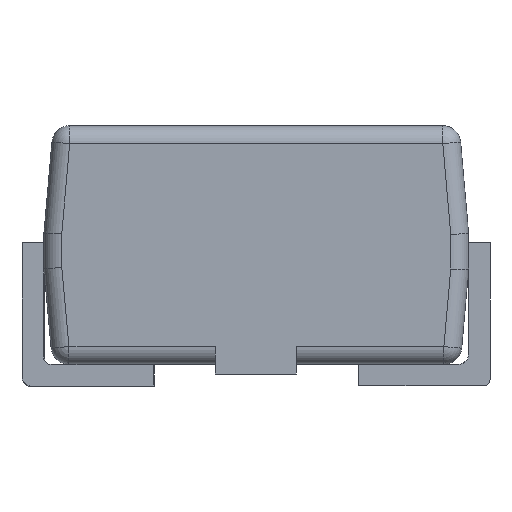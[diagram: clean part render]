
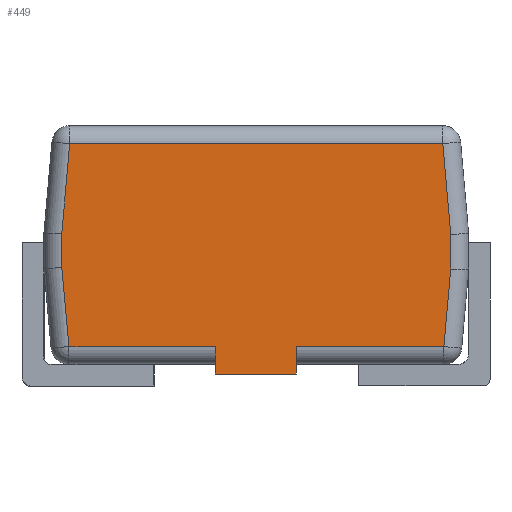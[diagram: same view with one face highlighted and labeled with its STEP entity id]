
A CAD part, front view. The second image highlights one B-rep face of the part: STEP entity #449.
In plain terms, the highlighted face is planar.
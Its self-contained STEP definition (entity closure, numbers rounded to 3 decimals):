
#145 = VERTEX_POINT('',#146);
#146 = CARTESIAN_POINT('',(-1.567,-0.78,3.));
#153 = EDGE_CURVE('',#145,#154,#156,.T.);
#154 = VERTEX_POINT('',#155);
#155 = CARTESIAN_POINT('',(-1.627,-0.117,3.));
#156 = LINE('',#157,#158);
#157 = CARTESIAN_POINT('',(-1.554,-0.917,3.));
#158 = VECTOR('',#159,1.);
#159 = DIRECTION('',(-0.091,0.996,0.));
#236 = EDGE_CURVE('',#154,#237,#239,.T.);
#237 = VERTEX_POINT('',#238);
#238 = CARTESIAN_POINT('',(-1.627,0.17,3.));
#239 = LINE('',#240,#241);
#240 = CARTESIAN_POINT('',(-1.627,-0.13,3.));
#241 = VECTOR('',#242,1.);
#242 = DIRECTION('',(0.,1.,0.));
#449 = ADVANCED_FACE('',(#450),#548,.T.);
#450 = FACE_BOUND('',#451,.T.);
#451 = EDGE_LOOP('',(#452,#462,#470,#478,#486,#494,#502,#510,#518,#526,
    #534,#540,#541,#542));
#452 = ORIENTED_EDGE('',*,*,#453,.F.);
#453 = EDGE_CURVE('',#454,#456,#458,.T.);
#454 = VERTEX_POINT('',#455);
#455 = CARTESIAN_POINT('',(-0.34,-0.93,3.));
#456 = VERTEX_POINT('',#457);
#457 = CARTESIAN_POINT('',(-0.34,-0.78,3.));
#458 = LINE('',#459,#460);
#459 = CARTESIAN_POINT('',(-0.34,-0.93,3.));
#460 = VECTOR('',#461,1.);
#461 = DIRECTION('',(0.,1.,0.));
#462 = ORIENTED_EDGE('',*,*,#463,.T.);
#463 = EDGE_CURVE('',#454,#464,#466,.T.);
#464 = VERTEX_POINT('',#465);
#465 = CARTESIAN_POINT('',(-0.34,-1.01,3.));
#466 = LINE('',#467,#468);
#467 = CARTESIAN_POINT('',(-0.34,-0.93,3.));
#468 = VECTOR('',#469,1.);
#469 = DIRECTION('',(0.,-1.,0.));
#470 = ORIENTED_EDGE('',*,*,#471,.T.);
#471 = EDGE_CURVE('',#464,#472,#474,.T.);
#472 = VERTEX_POINT('',#473);
#473 = CARTESIAN_POINT('',(0.339,-1.01,3.));
#474 = LINE('',#475,#476);
#475 = CARTESIAN_POINT('',(-0.34,-1.01,3.));
#476 = VECTOR('',#477,1.);
#477 = DIRECTION('',(1.,0.,0.));
#478 = ORIENTED_EDGE('',*,*,#479,.T.);
#479 = EDGE_CURVE('',#472,#480,#482,.T.);
#480 = VERTEX_POINT('',#481);
#481 = CARTESIAN_POINT('',(0.339,-0.93,3.));
#482 = LINE('',#483,#484);
#483 = CARTESIAN_POINT('',(0.339,-1.01,3.));
#484 = VECTOR('',#485,1.);
#485 = DIRECTION('',(0.,1.,0.));
#486 = ORIENTED_EDGE('',*,*,#487,.T.);
#487 = EDGE_CURVE('',#480,#488,#490,.T.);
#488 = VERTEX_POINT('',#489);
#489 = CARTESIAN_POINT('',(0.339,-0.78,3.));
#490 = LINE('',#491,#492);
#491 = CARTESIAN_POINT('',(0.339,-0.97,3.));
#492 = VECTOR('',#493,1.);
#493 = DIRECTION('',(0.,1.,0.));
#494 = ORIENTED_EDGE('',*,*,#495,.T.);
#495 = EDGE_CURVE('',#488,#496,#498,.T.);
#496 = VERTEX_POINT('',#497);
#497 = CARTESIAN_POINT('',(1.574,-0.78,3.));
#498 = LINE('',#499,#500);
#499 = CARTESIAN_POINT('',(0.339,-0.78,3.));
#500 = VECTOR('',#501,1.);
#501 = DIRECTION('',(1.,0.,0.));
#502 = ORIENTED_EDGE('',*,*,#503,.F.);
#503 = EDGE_CURVE('',#504,#496,#506,.T.);
#504 = VERTEX_POINT('',#505);
#505 = CARTESIAN_POINT('',(1.631,-0.13,3.));
#506 = LINE('',#507,#508);
#507 = CARTESIAN_POINT('',(1.631,-0.117,3.));
#508 = VECTOR('',#509,1.);
#509 = DIRECTION('',(-0.087,-0.996,0.));
#510 = ORIENTED_EDGE('',*,*,#511,.F.);
#511 = EDGE_CURVE('',#512,#504,#514,.T.);
#512 = VERTEX_POINT('',#513);
#513 = CARTESIAN_POINT('',(1.631,0.157,3.));
#514 = LINE('',#515,#516);
#515 = CARTESIAN_POINT('',(1.631,0.17,3.));
#516 = VECTOR('',#517,1.);
#517 = DIRECTION('',(0.,-1.,0.));
#518 = ORIENTED_EDGE('',*,*,#519,.F.);
#519 = EDGE_CURVE('',#520,#512,#522,.T.);
#520 = VERTEX_POINT('',#521);
#521 = CARTESIAN_POINT('',(1.565,0.92,3.));
#522 = LINE('',#523,#524);
#523 = CARTESIAN_POINT('',(1.553,1.057,3.));
#524 = VECTOR('',#525,1.);
#525 = DIRECTION('',(0.087,-0.996,0.));
#526 = ORIENTED_EDGE('',*,*,#527,.F.);
#527 = EDGE_CURVE('',#528,#520,#530,.T.);
#528 = VERTEX_POINT('',#529);
#529 = CARTESIAN_POINT('',(-1.56,0.92,3.));
#530 = LINE('',#531,#532);
#531 = CARTESIAN_POINT('',(-1.698,0.92,3.));
#532 = VECTOR('',#533,1.);
#533 = DIRECTION('',(1.,0.,0.));
#534 = ORIENTED_EDGE('',*,*,#535,.F.);
#535 = EDGE_CURVE('',#237,#528,#536,.T.);
#536 = LINE('',#537,#538);
#537 = CARTESIAN_POINT('',(-1.627,0.157,3.));
#538 = VECTOR('',#539,1.);
#539 = DIRECTION('',(0.087,0.996,0.));
#540 = ORIENTED_EDGE('',*,*,#236,.F.);
#541 = ORIENTED_EDGE('',*,*,#153,.F.);
#542 = ORIENTED_EDGE('',*,*,#543,.T.);
#543 = EDGE_CURVE('',#145,#456,#544,.T.);
#544 = LINE('',#545,#546);
#545 = CARTESIAN_POINT('',(-1.703,-0.78,3.));
#546 = VECTOR('',#547,1.);
#547 = DIRECTION('',(1.,0.,0.));
#548 = PLANE('',#549);
#549 = AXIS2_PLACEMENT_3D('',#550,#551,#552);
#550 = CARTESIAN_POINT('',(-1.703,-0.93,3.));
#551 = DIRECTION('',(0.,0.,1.));
#552 = DIRECTION('',(-1.,0.,0.));
